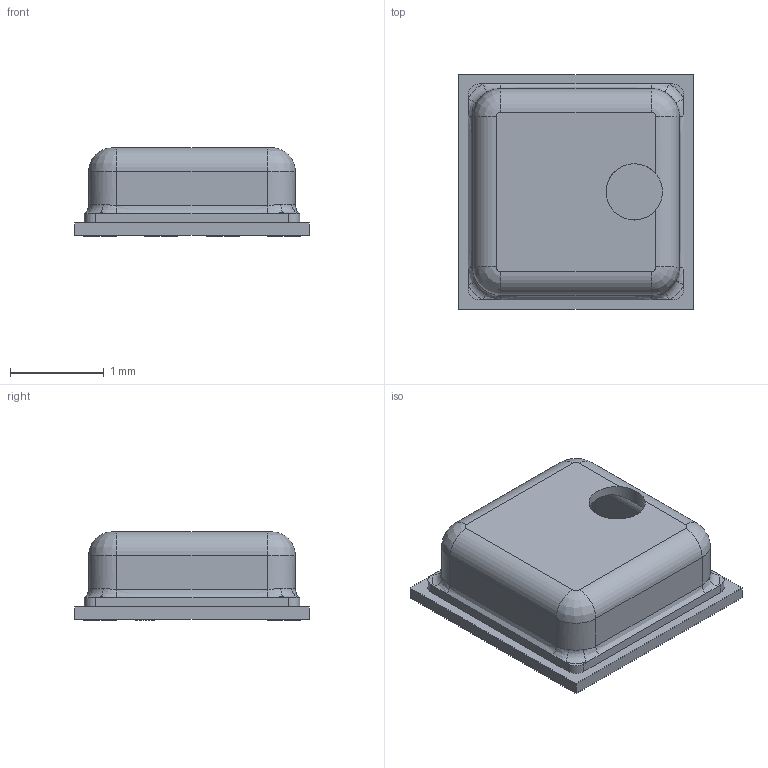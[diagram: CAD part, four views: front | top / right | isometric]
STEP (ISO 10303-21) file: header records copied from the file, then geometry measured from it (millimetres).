
FILE_DESCRIPTION(('FreeCAD Model'),'2;1');
FILE_NAME('Bosch_LGA-8_2.5x2.5mm_Pitch0.65mm_ClockwisePinNumbering.step','2017-11-18T11:31:09',( 'kicad StepUp'),('ksu MCAD'),'Open CASCADE STEP processor 7.1', 'FreeCAD','Unknown');
FILE_SCHEMA(('AUTOMOTIVE_DESIGN { 1 0 10303 214 1 1 1 1 }'));
Length unit declared in the file: millimetre
Products named in the file (1): Bosch_LGA-8_2.5x2.5mm_Pitch0.65mm_ClockwisePinNumbering
Bounding box: 2.5 x 2.5 x 0.94 mm (x, y, z)
Volume: 2.4 mm3; surface area: 30.3 mm2
Topology: 1 solids, 1 shells, 112 faces, 268 edges, 168 vertices
Faces by surface type: plane 66, cylinder 22, bspline 12, revolution 8, torus 4
Full cylindrical faces by diameter (mm): 0.2 x1, 0.6 x1
Entity records: 4484 total; most frequent: CARTESIAN_POINT 1192, ORIENTED_EDGE 536, DIRECTION 488, EDGE_CURVE 268, VERTEX_POINT 168, LINE 168, VECTOR 168, AXIS2_PLACEMENT_3D 156
